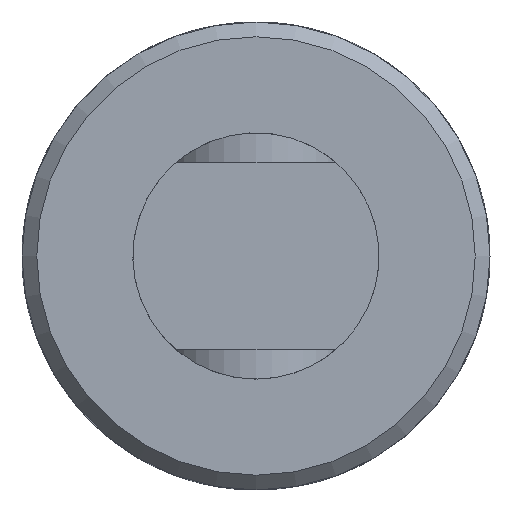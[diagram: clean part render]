
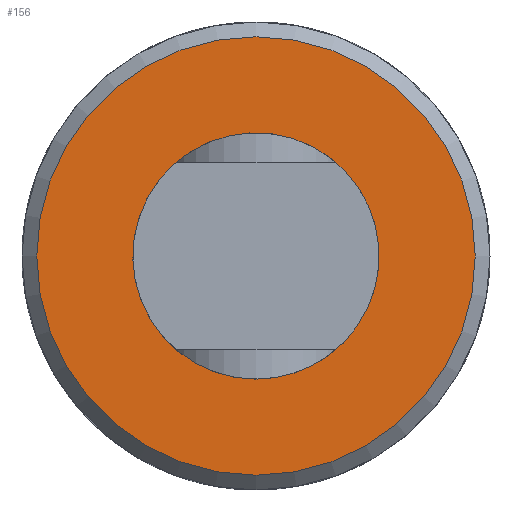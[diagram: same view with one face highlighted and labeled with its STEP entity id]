
A CAD part, left-side view. The second image highlights one B-rep face of the part: STEP entity #156.
In plain terms, the highlighted planar face has unit normal (-1, 0, 0).
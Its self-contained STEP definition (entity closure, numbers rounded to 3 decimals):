
#156 = ADVANCED_FACE( '', ( #311, #312 ), #313, .F. );
#311 = FACE_OUTER_BOUND( '', #477, .T. );
#312 = FACE_BOUND( '', #478, .T. );
#313 = PLANE( '', #479 );
#477 = EDGE_LOOP( '', ( #717 ) );
#478 = EDGE_LOOP( '', ( #718 ) );
#479 = AXIS2_PLACEMENT_3D( '', #719, #720, #721 );
#717 = ORIENTED_EDGE( '', *, *, #990, .F. );
#718 = ORIENTED_EDGE( '', *, *, #991, .T. );
#719 = CARTESIAN_POINT( '', ( 0., 0., 0. ) );
#720 = DIRECTION( '', ( 1., 0., 0. ) );
#721 = DIRECTION( '', ( 0., 0., -1. ) );
#990 = EDGE_CURVE( '', #1161, #1161, #1162, .T. );
#991 = EDGE_CURVE( '', #1163, #1163, #1164, .T. );
#1161 = VERTEX_POINT( '', #1742 );
#1162 = CIRCLE( '', #1743, 44.5 );
#1163 = VERTEX_POINT( '', #1744 );
#1164 = CIRCLE( '', #1745, 25. );
#1742 = CARTESIAN_POINT( '', ( 0., 0., -44.5 ) );
#1743 = AXIS2_PLACEMENT_3D( '', #2068, #2069, #2070 );
#1744 = CARTESIAN_POINT( '', ( 0., 0., -25. ) );
#1745 = AXIS2_PLACEMENT_3D( '', #2071, #2072, #2073 );
#2068 = CARTESIAN_POINT( '', ( 0., 0., 0. ) );
#2069 = DIRECTION( '', ( 1., 0., 0. ) );
#2070 = DIRECTION( '', ( 0., 0., -1. ) );
#2071 = CARTESIAN_POINT( '', ( 0., 0., 0. ) );
#2072 = DIRECTION( '', ( 1., 0., 0. ) );
#2073 = DIRECTION( '', ( 0., 0., -1. ) );
